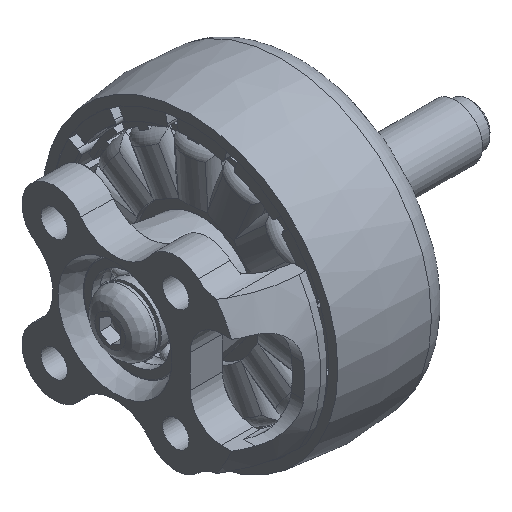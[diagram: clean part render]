
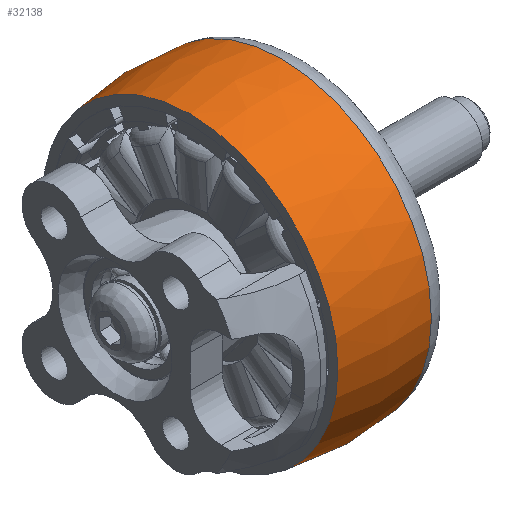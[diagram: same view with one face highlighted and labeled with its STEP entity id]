
A CAD part, isometric view. The second image highlights one B-rep face of the part: STEP entity #32138.
In plain terms, the highlighted free-form (B-spline) face has degree [2, 2] with [3, 9] control points.
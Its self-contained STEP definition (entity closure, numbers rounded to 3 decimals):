
#101=(
BOUNDED_SURFACE()
B_SPLINE_SURFACE(2,2,((#56959,#56960,#56961,#56962,#56963,#56964,#56965,
#56966,#56967),(#56968,#56969,#56970,#56971,#56972,#56973,#56974,#56975,
#56976),(#56977,#56978,#56979,#56980,#56981,#56982,#56983,#56984,#56985)),
 .UNSPECIFIED.,.F.,.T.,.F.)
B_SPLINE_SURFACE_WITH_KNOTS((3,3),(3,2,2,2,3),(-0.208,0.161),
(-3.142,-1.571,0.,1.571,3.142),
 .UNSPECIFIED.)
GEOMETRIC_REPRESENTATION_ITEM()
RATIONAL_B_SPLINE_SURFACE(((1.,0.707,1.,0.707,1.,
0.707,1.,0.707,1.),(0.983,0.695,
0.983,0.695,0.983,0.695,
0.983,0.695,0.983),(1.,0.707,
1.,0.707,1.,0.707,1.,0.707,1.)))
REPRESENTATION_ITEM('')
SURFACE()
);
#2881=FACE_OUTER_BOUND('',#4601,.T.);
#4601=EDGE_LOOP('',(#24530,#24531,#24532,#24533));
#5583=CIRCLE('',#33305,13.75);
#5748=CIRCLE('',#33603,13.95);
#5898=CIRCLE('',#34147,23.149);
#12190=VERTEX_POINT('',#43799);
#12554=VERTEX_POINT('',#45659);
#15307=EDGE_CURVE('',#12190,#12190,#5583,.T.);
#15813=EDGE_CURVE('',#12554,#12554,#5748,.T.);
#17420=EDGE_CURVE('',#12554,#12190,#5898,.T.);
#24530=ORIENTED_EDGE('',*,*,#15813,.F.);
#24531=ORIENTED_EDGE('',*,*,#17420,.T.);
#24532=ORIENTED_EDGE('',*,*,#15307,.T.);
#24533=ORIENTED_EDGE('',*,*,#17420,.F.);
#32138=ADVANCED_FACE('',(#2881),#101,.F.);
#33305=AXIS2_PLACEMENT_3D('',#43800,#35914,#35915);
#33603=AXIS2_PLACEMENT_3D('',#45661,#36721,#36722);
#34147=AXIS2_PLACEMENT_3D('',#56986,#38662,#38663);
#35914=DIRECTION('center_axis',(1.,0.,0.));
#35915=DIRECTION('ref_axis',(0.,0.,-1.));
#36721=DIRECTION('center_axis',(1.,0.,0.));
#36722=DIRECTION('ref_axis',(0.,0.,-1.));
#38662=DIRECTION('center_axis',(0.,-1.,0.));
#38663=DIRECTION('ref_axis',(0.,0.,
1.));
#43799=CARTESIAN_POINT('',(0.,0.,
13.75));
#43800=CARTESIAN_POINT('Origin',(0.,0.,0.));
#45659=CARTESIAN_POINT('',(8.5,0.,13.95));
#45661=CARTESIAN_POINT('Origin',(8.5,0.,0.));
#56959=CARTESIAN_POINT('Ctrl Pts',(0.,0.,13.75));
#56960=CARTESIAN_POINT('Ctrl Pts',(0.,-13.75,13.75));
#56961=CARTESIAN_POINT('Ctrl Pts',(0.,-13.75,0.));
#56962=CARTESIAN_POINT('Ctrl Pts',(0.,-13.75,-13.75));
#56963=CARTESIAN_POINT('Ctrl Pts',(0.,0.,-13.75));
#56964=CARTESIAN_POINT('Ctrl Pts',(0.,13.75,-13.75));
#56965=CARTESIAN_POINT('Ctrl Pts',(0.,13.75,0.));
#56966=CARTESIAN_POINT('Ctrl Pts',(0.,13.75,13.75));
#56967=CARTESIAN_POINT('Ctrl Pts',(0.,0.,13.75));
#56968=CARTESIAN_POINT('Ctrl Pts',(4.231,0.,14.644));
#56969=CARTESIAN_POINT('Ctrl Pts',(4.231,-14.644,14.644));
#56970=CARTESIAN_POINT('Ctrl Pts',(4.231,-14.644,0.));
#56971=CARTESIAN_POINT('Ctrl Pts',(4.231,-14.644,-14.644));
#56972=CARTESIAN_POINT('Ctrl Pts',(4.231,0.,-14.644));
#56973=CARTESIAN_POINT('Ctrl Pts',(4.231,14.644,-14.644));
#56974=CARTESIAN_POINT('Ctrl Pts',(4.231,14.644,0.));
#56975=CARTESIAN_POINT('Ctrl Pts',(4.231,14.644,14.644));
#56976=CARTESIAN_POINT('Ctrl Pts',(4.231,0.,14.644));
#56977=CARTESIAN_POINT('Ctrl Pts',(8.5,0.,13.95));
#56978=CARTESIAN_POINT('Ctrl Pts',(8.5,-13.95,13.95));
#56979=CARTESIAN_POINT('Ctrl Pts',(8.5,-13.95,0.));
#56980=CARTESIAN_POINT('Ctrl Pts',(8.5,-13.95,-13.95));
#56981=CARTESIAN_POINT('Ctrl Pts',(8.5,0.,-13.95));
#56982=CARTESIAN_POINT('Ctrl Pts',(8.5,13.95,-13.95));
#56983=CARTESIAN_POINT('Ctrl Pts',(8.5,13.95,0.));
#56984=CARTESIAN_POINT('Ctrl Pts',(8.5,13.95,13.95));
#56985=CARTESIAN_POINT('Ctrl Pts',(8.5,0.,13.95));
#56986=CARTESIAN_POINT('Origin',(4.785,0.,
-8.899));
